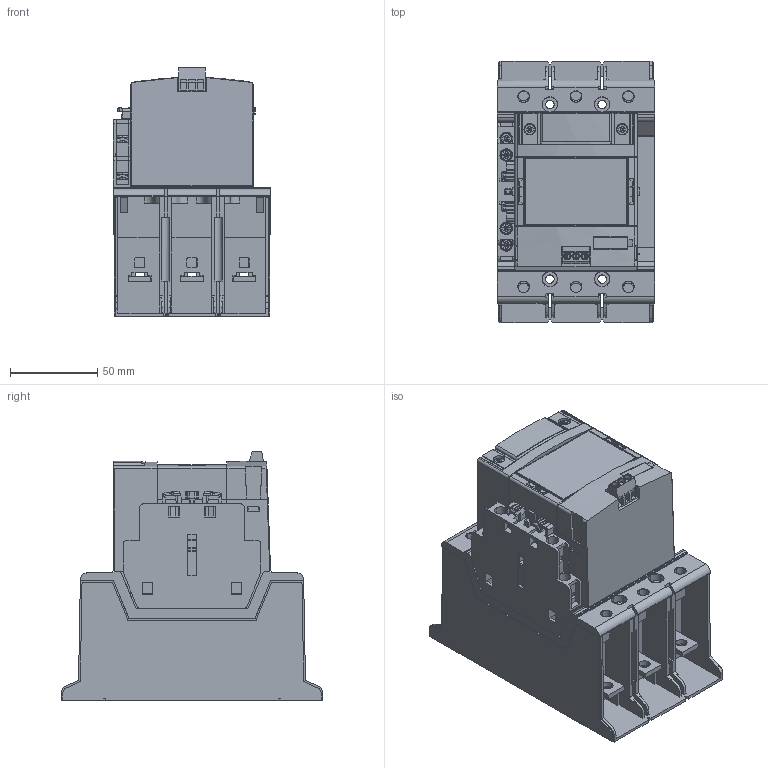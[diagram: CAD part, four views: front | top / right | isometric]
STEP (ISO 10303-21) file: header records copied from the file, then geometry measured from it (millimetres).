
FILE_DESCRIPTION((''),'2;1');
FILE_NAME('10003595331_ASM','2017-12-05T',('cwyrsch'),('Rockwell Automation Switzerland GmbH'),'PRO/ENGINEER BY PARAMETRIC TECHNOLOGY CORPORATION, 2015440','PRO/ENGINEER BY PARAMETRIC TECHNOLOGY CORPORATION, 2015440','');
FILE_SCHEMA(('AUTOMOTIVE_DESIGN { 1 0 10303 214 1 1 1 1 }'));
Products named in the file (6): 10002701597; 10002701593; 10002701590; 10002701589; 10002701587; 10003595331_ASM
Assembly tree (15 placements, depth 2):
  10003595331_ASM
    10002701597
    10002701593  x6
    10002701590
    10002701589  x6
    10002701587
Bounding box: 90 x 150 x 142.5 mm (x, y, z)
Volume: 921739.6 mm3; surface area: 205962.1 mm2
Topology: 15 solids, 15 shells, 3014 faces, 8841 edges, 5843 vertices
Faces by surface type: plane 1926, cylinder 934, cone 90, torus 62, sphere 2
Entity records: 118210 total; most frequent: CARTESIAN_POINT 16967, ORIENTED_EDGE 15314, DIRECTION 14395, PRESENTATION_STYLE_ASSIGNMENT 8144, STYLED_ITEM 7662, CURVE_STYLE 7657, EDGE_CURVE 7657, VECTOR 5681
